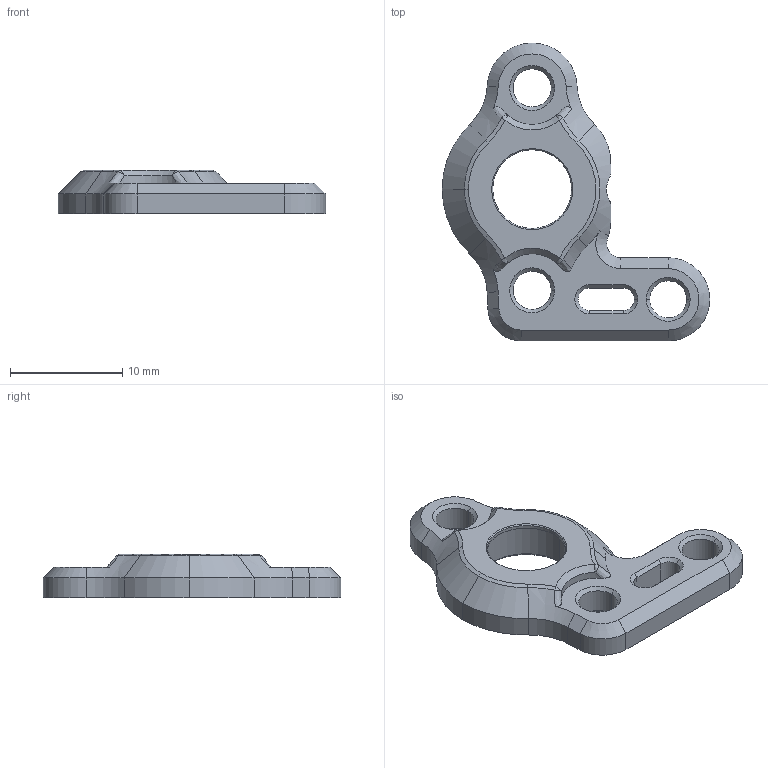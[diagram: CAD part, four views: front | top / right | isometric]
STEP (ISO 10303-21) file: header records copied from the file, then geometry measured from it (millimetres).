
FILE_DESCRIPTION (( 'STEP AP214' ), '1' );
FILE_NAME ('RIDGA_Sherpa_Mini_housing_front_4x8x3_bearing.STEP', '2023-03-24T19:25:47', ( '' ), ( '' ), 'SwSTEP 2.0', 'SolidWorks 2021', '' );
FILE_SCHEMA (( 'AUTOMOTIVE_DESIGN' ));
Length unit declared in the file: millimetre
Products named in the file (1): RIDGA_Sherpa_Mini_housing_front_4x8x3_bearing
Bounding box: 23.8 x 26.5 x 3.9 mm (x, y, z)
Volume: 803.7 mm3; surface area: 975.1 mm2
Topology: 1 solids, 1 shells, 101 faces, 244 edges, 141 vertices
Faces by surface type: cone 44, cylinder 31, plane 18, bspline 8
Entity records: 3124 total; most frequent: CARTESIAN_POINT 767, DIRECTION 498, ORIENTED_EDGE 480, EDGE_CURVE 240, AXIS2_PLACEMENT_3D 198, VERTEX_POINT 141, EDGE_LOOP 111, CIRCLE 104
